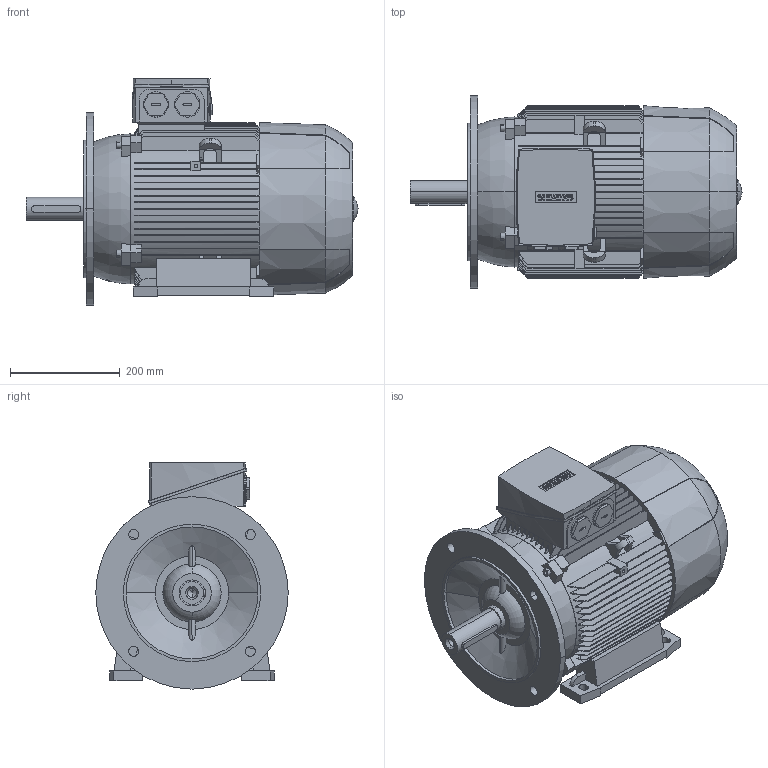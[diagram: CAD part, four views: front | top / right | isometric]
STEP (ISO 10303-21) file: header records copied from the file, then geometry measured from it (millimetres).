
FILE_DESCRIPTION(('STEP AP214'),'1');
FILE_NAME('cctmp_4D7521D3-7711-423A-BDA7-FA5AAF7B7337_2023_06_26_14_19_44_0390..stp','2023-06-26T12:19:45',('SIEMENS A&D'),('CADClick - www.CADClick.com'),'Spatial InterOp 3D',' ','unknown authorization');
FILE_SCHEMA(('AUTOMOTIVE_DESIGN'));
Length unit declared in the file: millimetre
Products named in the file (1): 1
Bounding box: 604 x 350 x 411.5 mm (x, y, z)
Volume: 34097642.2 mm3; surface area: 1401241 mm2
Topology: 7 solids, 7 shells, 1092 faces, 3086 edges, 2040 vertices
Faces by surface type: plane 669, cylinder 261, torus 140, cone 22
Entity records: 51969 total; most frequent: CARTESIAN_POINT 15251, ORIENTED_EDGE 6164, DIRECTION 5414, EDGE_CURVE 3082, VERTEX_POINT 2040, LINE 1858, VECTOR 1858, AXIS2_PLACEMENT_3D 1778
